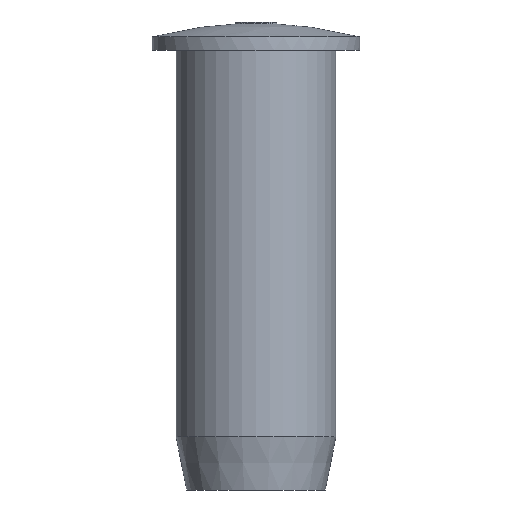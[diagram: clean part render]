
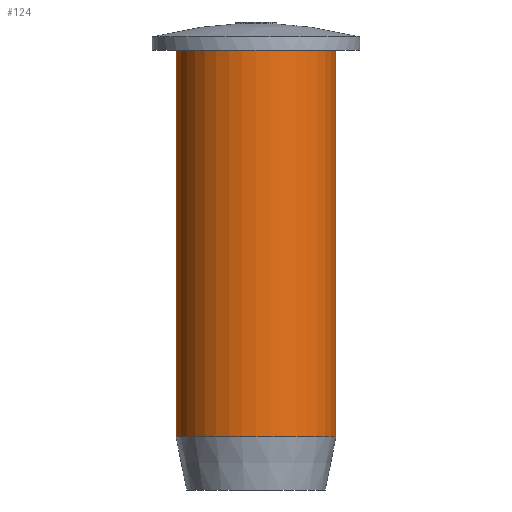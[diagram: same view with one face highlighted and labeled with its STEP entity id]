
A CAD part, front view. The second image highlights one B-rep face of the part: STEP entity #124.
In plain terms, the highlighted cylindrical face has radius 3 mm (diameter 6 mm), a full revolution.
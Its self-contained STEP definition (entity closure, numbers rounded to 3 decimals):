
#120=CYLINDRICAL_SURFACE('',#446,3.);
#124=ADVANCED_FACE('',(#153,#154),#120,.T.);
#153=FACE_BOUND('',#165,.T.);
#154=FACE_BOUND('',#166,.T.);
#165=EDGE_LOOP('',(#212));
#166=EDGE_LOOP('',(#213));
#192=CIRCLE('',#443,3.);
#193=CIRCLE('',#445,3.);
#212=ORIENTED_EDGE('',*,*,#353,.T.);
#213=ORIENTED_EDGE('',*,*,#352,.T.);
#315=VERTEX_POINT('',#680);
#316=VERTEX_POINT('',#683);
#352=EDGE_CURVE('',#315,#315,#192,.T.);
#353=EDGE_CURVE('',#316,#316,#193,.T.);
#443=AXIS2_PLACEMENT_3D('',#679,#465,#466);
#445=AXIS2_PLACEMENT_3D('',#682,#469,#470);
#446=AXIS2_PLACEMENT_3D('',#684,#471,#472);
#465=DIRECTION('',(0.,0.,-1.));
#466=DIRECTION('',(-1.,0.,0.));
#469=DIRECTION('',(0.,0.,1.));
#470=DIRECTION('',(1.,0.,0.));
#471=DIRECTION('',(0.,0.,-1.));
#472=DIRECTION('',(-1.,0.,0.));
#679=CARTESIAN_POINT('',(0.,0.,0.));
#680=CARTESIAN_POINT('',(-3.,0.,0.));
#682=CARTESIAN_POINT('',(0.,0.,-14.5));
#683=CARTESIAN_POINT('',(3.,0.,-14.5));
#684=CARTESIAN_POINT('',(0.,0.,0.));
